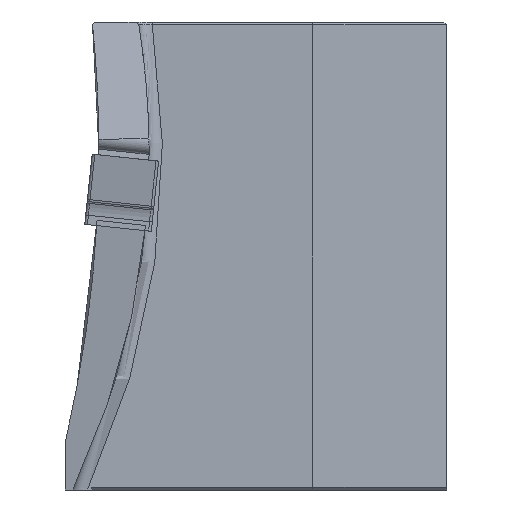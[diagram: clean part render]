
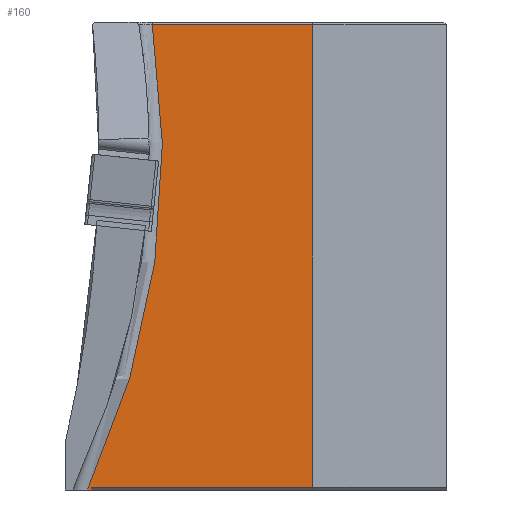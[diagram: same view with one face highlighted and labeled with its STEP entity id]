
A CAD part, left-side view. The second image highlights one B-rep face of the part: STEP entity #160.
In plain terms, the highlighted planar face has unit normal (-1, 0, 0).
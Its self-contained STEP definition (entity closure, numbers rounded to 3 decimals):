
#160=ADVANCED_FACE('',(#279),#209,.F.);
#209=PLANE('',#1451);
#279=FACE_OUTER_BOUND('',#353,.T.);
#353=EDGE_LOOP('',(#699,#700,#701,#702,#703,#704));
#410=CIRCLE('',#1450,60.);
#699=ORIENTED_EDGE('',*,*,#1031,.T.);
#700=ORIENTED_EDGE('',*,*,#1069,.T.);
#701=ORIENTED_EDGE('',*,*,#1070,.T.);
#702=ORIENTED_EDGE('',*,*,#1071,.T.);
#703=ORIENTED_EDGE('',*,*,#1072,.T.);
#704=ORIENTED_EDGE('',*,*,#1073,.T.);
#872=VERTEX_POINT('',#2126);
#873=VERTEX_POINT('',#2128);
#899=VERTEX_POINT('',#2261);
#900=VERTEX_POINT('',#2263);
#901=VERTEX_POINT('',#2265);
#902=VERTEX_POINT('',#2267);
#1031=EDGE_CURVE('',#873,#872,#1174,.T.);
#1069=EDGE_CURVE('',#872,#899,#1198,.T.);
#1070=EDGE_CURVE('',#899,#900,#1199,.T.);
#1071=EDGE_CURVE('',#900,#901,#1200,.T.);
#1072=EDGE_CURVE('',#901,#902,#1201,.T.);
#1073=EDGE_CURVE('',#902,#873,#410,.T.);
#1174=LINE('',#2127,#1299);
#1198=LINE('',#2260,#1323);
#1199=LINE('',#2262,#1324);
#1200=LINE('',#2264,#1325);
#1201=LINE('',#2266,#1326);
#1299=VECTOR('',#1727,1.);
#1323=VECTOR('',#1789,1.);
#1324=VECTOR('',#1790,1.);
#1325=VECTOR('',#1791,1.);
#1326=VECTOR('',#1792,1.);
#1450=AXIS2_PLACEMENT_3D('',#2268,#1793,#1794);
#1451=AXIS2_PLACEMENT_3D('',#2269,#1795,#1796);
#1727=DIRECTION('',(0.,-1.,0.));
#1789=DIRECTION('',(0.,0.,1.));
#1790=DIRECTION('',(0.,-1.,0.));
#1791=DIRECTION('',(0.,0.,1.));
#1792=DIRECTION('',(0.,1.,0.));
#1793=DIRECTION('',(1.,0.,0.));
#1794=DIRECTION('',(0.,0.,-1.));
#1795=DIRECTION('',(1.,0.,0.));
#1796=DIRECTION('',(0.,0.,-1.));
#2126=CARTESIAN_POINT('',(33.,1.545,-25.));
#2127=CARTESIAN_POINT('',(33.,2.95,-25.));
#2128=CARTESIAN_POINT('',(33.,1.845,-25.));
#2260=CARTESIAN_POINT('',(33.,1.545,-24.8));
#2261=CARTESIAN_POINT('',(33.,1.545,-24.8));
#2262=CARTESIAN_POINT('',(33.,56.25,-24.8));
#2263=CARTESIAN_POINT('',(33.,-15.,-24.8));
#2264=CARTESIAN_POINT('',(33.,-15.,10.));
#2265=CARTESIAN_POINT('',(33.,-15.,9.8));
#2266=CARTESIAN_POINT('',(33.,56.25,9.8));
#2267=CARTESIAN_POINT('',(33.,-2.993,9.8));
#2268=CARTESIAN_POINT('',(33.,56.25,0.3));
#2269=CARTESIAN_POINT('',(33.,56.25,0.3));
